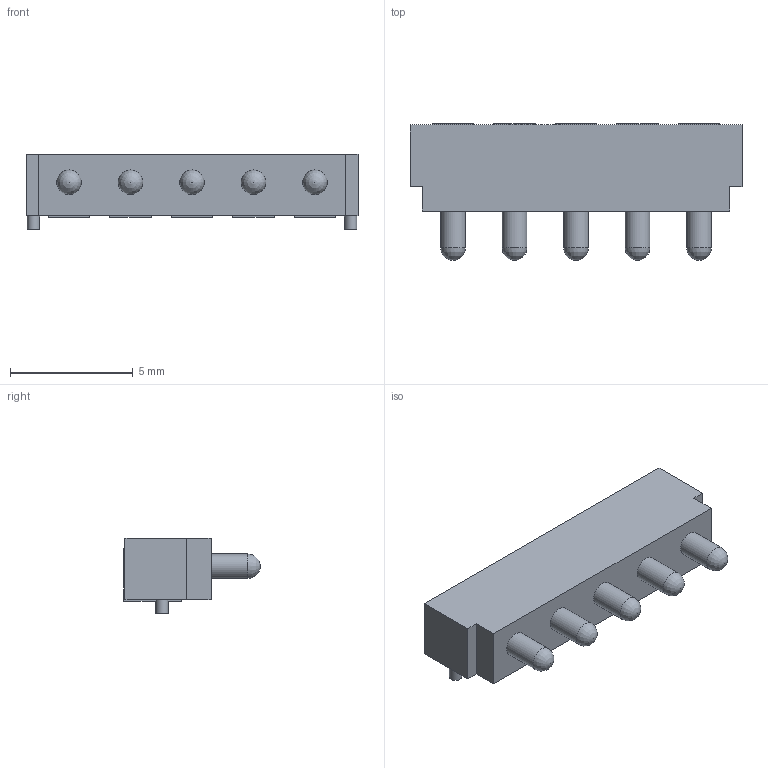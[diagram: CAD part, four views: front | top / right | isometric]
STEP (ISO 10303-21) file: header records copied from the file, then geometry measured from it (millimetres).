
FILE_DESCRIPTION(('FreeCAD Model'),'2;1');
FILE_NAME('Open CASCADE Shape Model','2023-11-20T03:43:18',('Author'),( ''),'Open CASCADE STEP processor 7.6','FreeCAD','Unknown');
FILE_SCHEMA(('AUTOMOTIVE_DESIGN { 1 0 10303 214 1 1 1 1 }'));
Length unit declared in the file: millimetre
Products named in the file (4): POGO5; Body; Pads; Pins
Assembly tree (3 placements, depth 2):
  POGO5
    Body
    Pads
    Pins
Bounding box: 13.5 x 5.55 x 3.05 mm (x, y, z)
Volume: 165.5 mm3; surface area: 340.7 mm2
Topology: 11 solids, 11 shells, 64 faces, 115 edges, 75 vertices
Faces by surface type: plane 52, cylinder 7, revolution 5
Full cylindrical faces by diameter (mm): 0.5 x2, 1 x5
Entity records: 1727 total; most frequent: CARTESIAN_POINT 293, DIRECTION 270, ORIENTED_EDGE 230, EDGE_CURVE 115, LINE 91, VECTOR 91, AXIS2_PLACEMENT_3D 87, VERTEX_POINT 75
